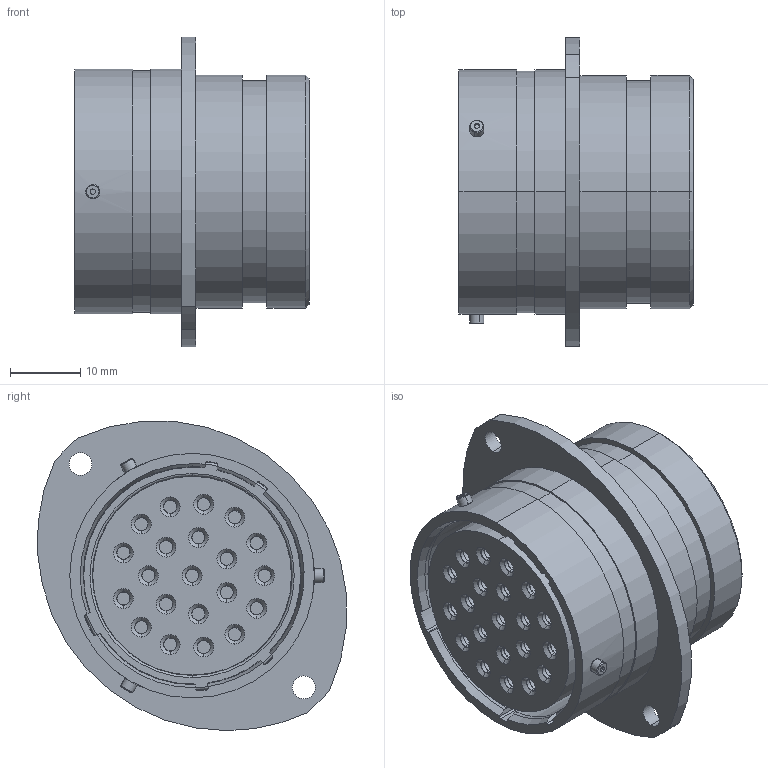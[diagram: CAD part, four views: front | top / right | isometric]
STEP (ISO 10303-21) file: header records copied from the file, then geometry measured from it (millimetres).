
FILE_DESCRIPTION (( 'STEP AP214' ), '1' );
FILE_NAME ('AS022-21SB.STEP', '2020-10-30T12:20:10', ( 'TE Connectivity' ), ( 'TE Connectivity' ), 'SwSTEP 2.0', 'SolidWorks 2016', '' );
FILE_SCHEMA (( 'AUTOMOTIVE_DESIGN' ));
Length unit declared in the file: millimetre
Products named in the file (1): AS022-21SB
Bounding box: 33.31 x 43.94 x 44 mm (x, y, z)
Volume: 24545.5 mm3; surface area: 21987.9 mm2
Topology: 9 solids, 9 shells, 907 faces, 1968 edges, 1112 vertices
Faces by surface type: torus 312, cylinder 274, cone 230, plane 75, sphere 16
Entity records: 35090 total; most frequent: DIRECTION 5101, CARTESIAN_POINT 4258, ORIENTED_EDGE 3904, AXIS2_PLACEMENT_3D 2283, EDGE_CURVE 1952, CIRCLE 1377, VERTEX_POINT 1106, EDGE_LOOP 1046
